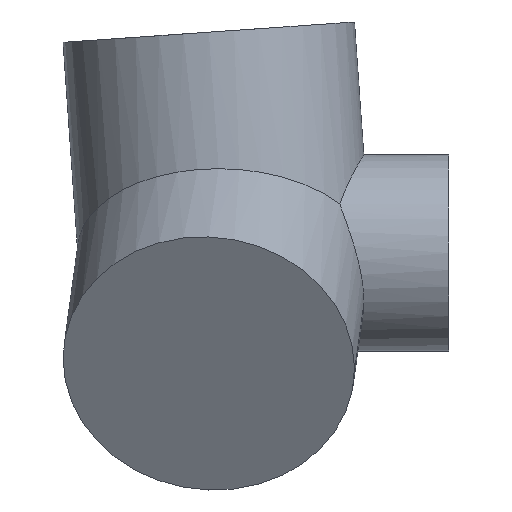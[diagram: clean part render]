
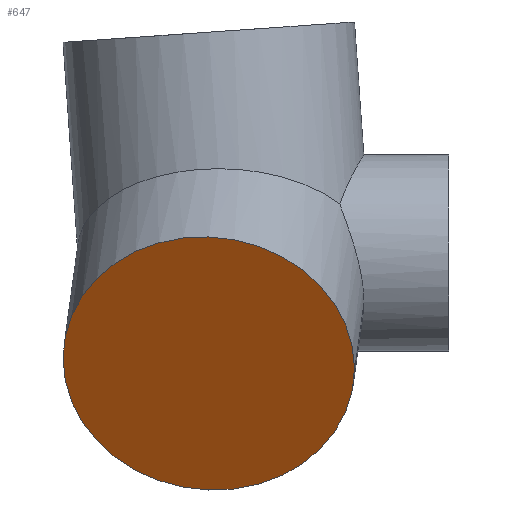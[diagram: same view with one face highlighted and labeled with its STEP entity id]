
A CAD part, front view. The second image highlights one B-rep face of the part: STEP entity #647.
In plain terms, the highlighted planar face has unit normal (-0.07, -0.864, -0.499).
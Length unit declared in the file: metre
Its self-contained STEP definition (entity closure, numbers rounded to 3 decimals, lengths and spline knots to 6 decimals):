
#15 = AXIS2_PLACEMENT_3D ( 'NONE', #445, #286, #32 ) ;
#32 = DIRECTION ( 'NONE',  ( 0.998, -0.06, -0.035 ) ) ;
#147 = AXIS2_PLACEMENT_3D ( 'NONE', #409, #304, #561 ) ;
#155 = CARTESIAN_POINT ( 'NONE',  ( 2.318826, -3.560897, -2.055885 ) ) ;
#213 = CIRCLE ( 'NONE', #147, 2.6 ) ;
#280 = PLANE ( 'NONE',  #306 ) ;
#286 = DIRECTION ( 'NONE',  ( -0.07, -0.864, -0.499 ) ) ;
#304 = DIRECTION ( 'NONE',  ( -0.07, -0.864, -0.499 ) ) ;
#306 = AXIS2_PLACEMENT_3D ( 'NONE', #470, #624, #526 ) ;
#319 = EDGE_CURVE ( 'NONE', #373, #582, #213, .T. ) ;
#373 = VERTEX_POINT ( 'NONE', #379 ) ;
#379 = CARTESIAN_POINT ( 'NONE',  ( -2.868507, -3.24676, -1.874518 ) ) ;
#384 = ORIENTED_EDGE ( 'NONE', *, *, #319, .T. ) ;
#409 = CARTESIAN_POINT ( 'NONE',  ( -0.274841, -3.403828, -1.965201 ) ) ;
#421 = FACE_OUTER_BOUND ( 'NONE', #525, .T. ) ;
#445 = CARTESIAN_POINT ( 'NONE',  ( -0.274841, -3.403828, -1.965201 ) ) ;
#470 = CARTESIAN_POINT ( 'NONE',  ( -0.274841, -3.403828, -1.965201 ) ) ;
#504 = EDGE_CURVE ( 'NONE', #582, #373, #605, .T. ) ;
#525 = EDGE_LOOP ( 'NONE', ( #619, #384 ) ) ;
#526 = DIRECTION ( 'NONE',  ( 0.998, -0.06, -0.035 ) ) ;
#561 = DIRECTION ( 'NONE',  ( 0.998, -0.06, -0.035 ) ) ;
#582 = VERTEX_POINT ( 'NONE', #155 ) ;
#605 = CIRCLE ( 'NONE', #15, 2.6 ) ;
#619 = ORIENTED_EDGE ( 'NONE', *, *, #504, .T. ) ;
#624 = DIRECTION ( 'NONE',  ( -0.07, -0.864, -0.499 ) ) ;
#647 = ADVANCED_FACE ( 'NONE', ( #421 ), #280, .T. ) ;
